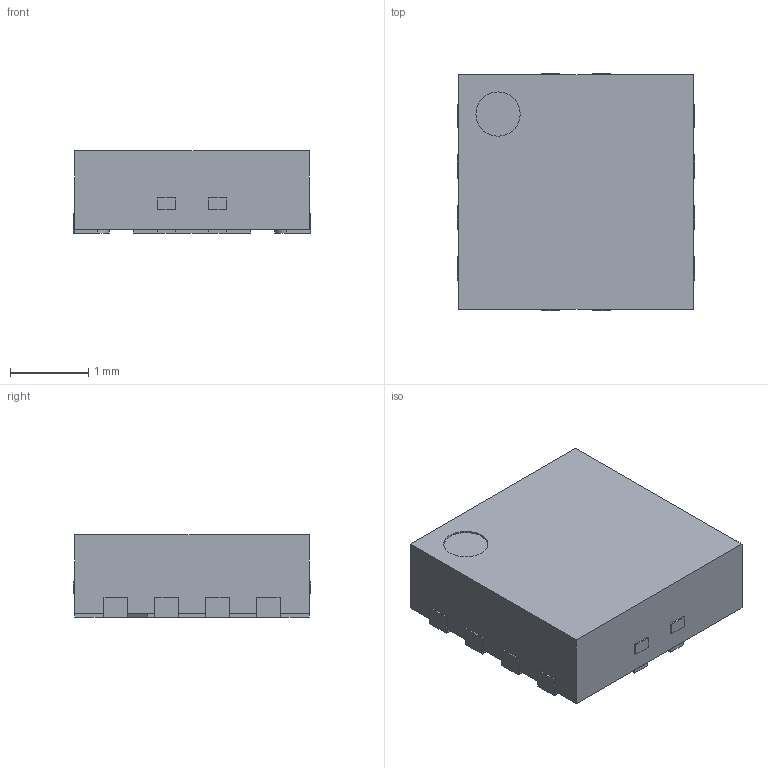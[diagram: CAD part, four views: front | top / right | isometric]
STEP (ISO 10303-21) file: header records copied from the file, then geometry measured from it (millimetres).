
FILE_DESCRIPTION (( 'STEP AP214' ), '1' );
FILE_NAME ('User Library-DRB(S-PVSON-N8).STEP', '2017-08-10T13:29:34', ( 'Windows User' ), ( '' ), 'SwSTEP 2.0', 'SolidWorks 2017', '' );
FILE_SCHEMA (( 'AUTOMOTIVE_DESIGN' ));
Length unit declared in the file: millimetre
Products named in the file (2): User Library-DRB(S-PVSON-N8)_DRB(S-PVSON-N8); User Library-DRB(S-PVSON-N8)
Assembly tree (1 placements, depth 2):
  User Library-DRB(S-PVSON-N8)
    User Library-DRB(S-PVSON-N8)_DRB(S-PVSON-N8)
Bounding box: 3.04 x 3.04 x 1.05 mm (x, y, z)
Volume: 9.2 mm3; surface area: 41 mm2
Topology: 18 solids, 18 shells, 139 faces, 302 edges, 200 vertices
Faces by surface type: plane 129, cylinder 10
Entity records: 5501 total; most frequent: CARTESIAN_POINT 696, ORIENTED_EDGE 604, DIRECTION 595, EDGE_CURVE 302, LINE 277, VECTOR 277, VERTEX_POINT 200, UNCERTAINTY_MEASURE_WITH_UNIT 160
